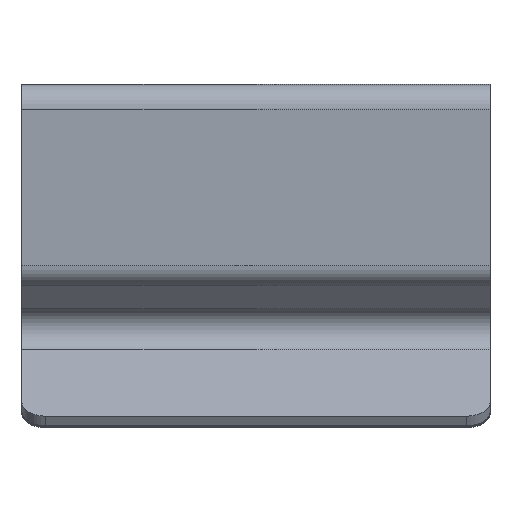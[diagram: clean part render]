
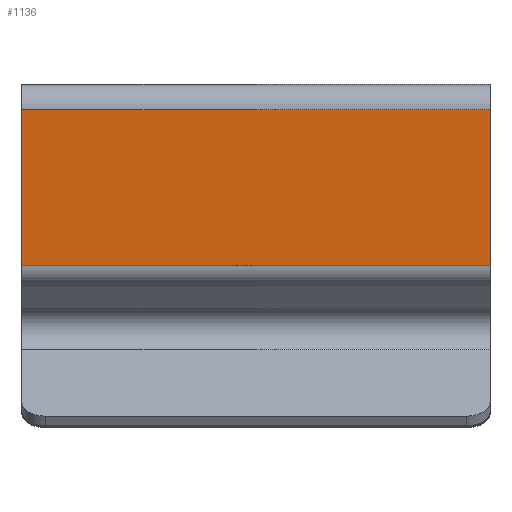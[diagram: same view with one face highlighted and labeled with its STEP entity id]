
A CAD part, top view. The second image highlights one B-rep face of the part: STEP entity #1136.
In plain terms, the highlighted planar face has unit normal (0, -0.087, 0.996).
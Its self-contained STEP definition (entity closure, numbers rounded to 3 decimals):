
#84=DIRECTION('',(-1.,0.,0.));
#85=VECTOR('',#84,20.);
#86=CARTESIAN_POINT('',(10.,-1.087,24.407));
#87=LINE('',#86,#85);
#210=DIRECTION('',(0.,0.996,0.087));
#211=VECTOR('',#210,6.7);
#212=CARTESIAN_POINT('',(10.,-7.762,23.823));
#213=LINE('',#212,#211);
#218=DIRECTION('',(0.,0.996,0.087));
#219=VECTOR('',#218,6.7);
#220=CARTESIAN_POINT('',(-10.,-7.762,23.823));
#221=LINE('',#220,#219);
#226=DIRECTION('',(1.,0.,0.));
#227=VECTOR('',#226,20.);
#228=CARTESIAN_POINT('',(-10.,-7.762,23.823));
#229=LINE('',#228,#227);
#752=CARTESIAN_POINT('',(10.,-1.087,24.407));
#753=VERTEX_POINT('',#752);
#758=CARTESIAN_POINT('',(-10.,-1.087,24.407));
#759=VERTEX_POINT('',#758);
#762=CARTESIAN_POINT('',(10.,-7.762,23.823));
#763=VERTEX_POINT('',#762);
#764=CARTESIAN_POINT('',(-10.,-7.762,23.823));
#765=VERTEX_POINT('',#764);
#1123=CARTESIAN_POINT('',(10.,-1.087,24.407));
#1124=DIRECTION('',(0.,0.087,-0.996));
#1125=DIRECTION('',(0.,-0.996,-0.087));
#1126=AXIS2_PLACEMENT_3D('',#1123,#1124,#1125);
#1127=PLANE('',#1126);
#1128=ORIENTED_EDGE('',*,*,#1114,.F.);
#1130=ORIENTED_EDGE('',*,*,#1129,.F.);
#1132=ORIENTED_EDGE('',*,*,#1131,.T.);
#1133=ORIENTED_EDGE('',*,*,#927,.F.);
#1134=EDGE_LOOP('',(#1128,#1130,#1132,#1133));
#1135=FACE_OUTER_BOUND('',#1134,.F.);
#1136=ADVANCED_FACE('',(#1135),#1127,.F.);
#927=EDGE_CURVE('',#753,#759,#87,.T.);
#1114=EDGE_CURVE('',#763,#753,#213,.T.);
#1129=EDGE_CURVE('',#765,#763,#229,.T.);
#1131=EDGE_CURVE('',#765,#759,#221,.T.);
